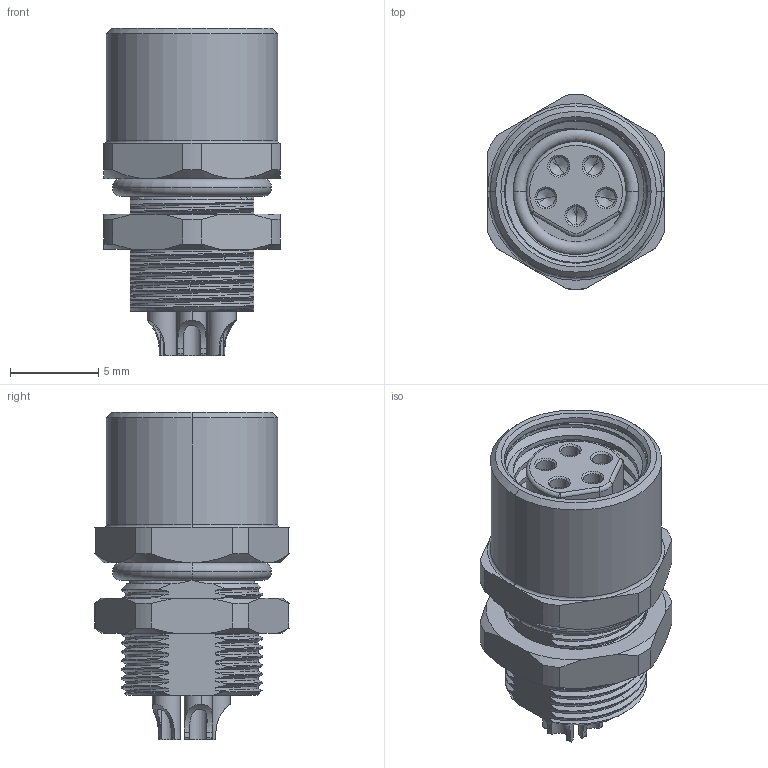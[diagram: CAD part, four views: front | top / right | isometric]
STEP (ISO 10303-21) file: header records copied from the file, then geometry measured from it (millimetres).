
FILE_DESCRIPTION((''),'2;1');
FILE_NAME('5P-K155_5','2025-09-10T',('gongcheng16'),(''),'PRO/ENGINEER BY PARAMETRIC TECHNOLOGY CORPORATION, 2010280','PRO/ENGINEER BY PARAMETRIC TECHNOLOGY CORPORATION, 2010280','');
FILE_SCHEMA(('CONFIG_CONTROL_DESIGN'));
Length unit declared in the file: millimetre
Products named in the file (1): 5P-K155_5
Bounding box: 10 x 10.99 x 18.5 mm (x, y, z)
Volume: 219.5 mm3; surface area: 2567.8 mm2
Topology: 1 solids, 11 shells, 602 faces, 1505 edges, 942 vertices
Faces by surface type: cylinder 210, plane 164, cone 105, bspline 95, torus 26, sphere 2
Entity records: 34161 total; most frequent: CARTESIAN_POINT 20494, ORIENTED_EDGE 2970, DIRECTION 2600, EDGE_CURVE 1485, AXIS2_PLACEMENT_3D 994, VERTEX_POINT 942, EDGE_LOOP 657, VECTOR 612
